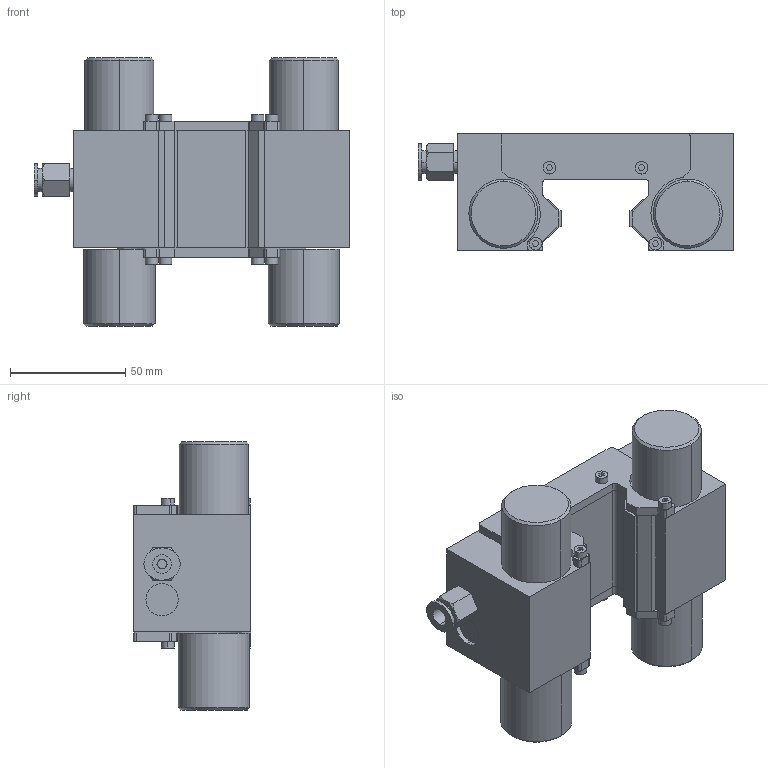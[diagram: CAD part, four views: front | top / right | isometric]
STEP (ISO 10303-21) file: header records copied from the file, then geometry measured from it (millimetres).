
FILE_DESCRIPTION (( 'STEP AP214' ), '1' );
FILE_NAME ('CPBS45R.STEP', '2017-01-21T01:54:24', ( 'Sky123.Org' ), ( 'Sky123.Org' ), 'SwSTEP 2.0', 'SolidWorks 2012', '' );
FILE_SCHEMA (( 'AUTOMOTIVE_DESIGN' ));
Length unit declared in the file: millimetre
Products named in the file (1): CPBS45R
Bounding box: 137 x 51 x 116.4 mm (x, y, z)
Volume: 356675.1 mm3; surface area: 72084.1 mm2
Topology: 19 solids, 19 shells, 430 faces, 1022 edges, 642 vertices
Faces by surface type: plane 202, cylinder 150, cone 70, torus 6, bspline 2
Entity records: 17290 total; most frequent: CARTESIAN_POINT 2225, DIRECTION 2192, ORIENTED_EDGE 1996, EDGE_CURVE 998, AXIS2_PLACEMENT_3D 781, VERTEX_POINT 642, LINE 630, VECTOR 630
